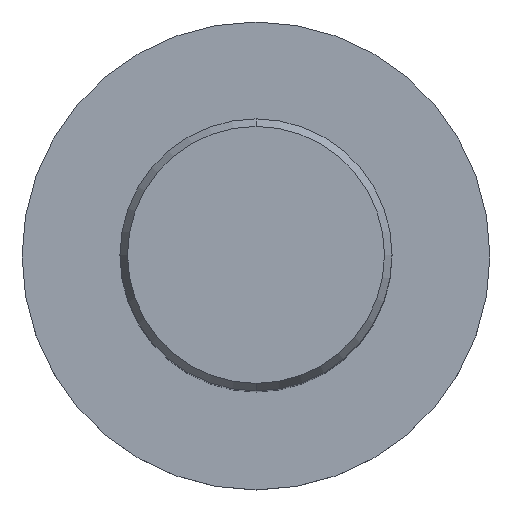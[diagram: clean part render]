
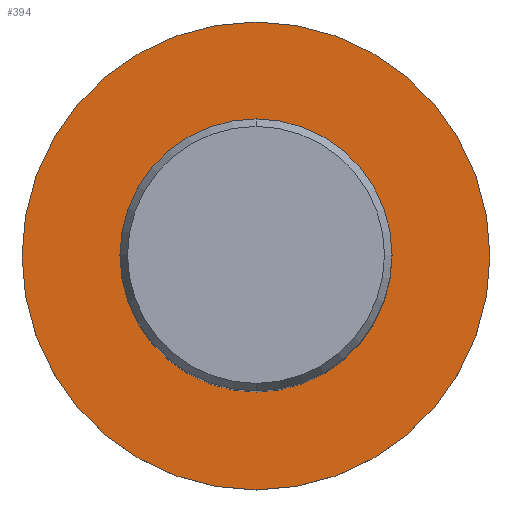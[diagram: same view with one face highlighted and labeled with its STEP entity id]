
A CAD part, top view. The second image highlights one B-rep face of the part: STEP entity #394.
In plain terms, the highlighted planar face has unit normal (0, 0, 1).
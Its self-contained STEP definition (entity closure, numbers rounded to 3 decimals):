
#194=EDGE_CURVE('',#444,#426,#527,.T.);
#262=VERTEX_POINT('',#602);
#292=EDGE_CURVE('',#326,#262,#635,.T.);
#320=EDGE_CURVE('',#262,#326,#665,.T.);
#326=VERTEX_POINT('',#671);
#354=EDGE_CURVE('',#426,#444,#701,.T.);
#394=ADVANCED_FACE('',(#743,#744),#745,.T.);
#426=VERTEX_POINT('',#782);
#444=VERTEX_POINT('',#801);
#527=CIRCLE('',#885,21.5);
#602=CARTESIAN_POINT('',(0.,-12.5,-56.0));
#635=CIRCLE('',#1101,12.5);
#665=CIRCLE('',#1144,12.5);
#671=CARTESIAN_POINT('',(0.0,12.5,-56.0));
#701=CIRCLE('',#1214,21.5);
#743=FACE_BOUND('',#1327,.T.);
#744=FACE_OUTER_BOUND('',#1328,.T.);
#745=PLANE('',#1329);
#782=CARTESIAN_POINT('',(0.0,21.5,-56.0));
#801=CARTESIAN_POINT('',(0.,-21.5,-56.0));
#885=AXIS2_PLACEMENT_3D('',#1575,#1576,#1577);
#1101=AXIS2_PLACEMENT_3D('',#1712,#1713,#1714);
#1144=AXIS2_PLACEMENT_3D('',#1747,#1748,#1749);
#1214=AXIS2_PLACEMENT_3D('',#1771,#1772,#1773);
#1327=EDGE_LOOP('',(#1808,#1809));
#1328=EDGE_LOOP('',(#1810,#1811));
#1329=AXIS2_PLACEMENT_3D('',#1812,#1813,#1814);
#1575=CARTESIAN_POINT('',(0.0,0.0,-56.0));
#1576=DIRECTION('',(0.0,0.0,-1.0));
#1577=DIRECTION('',(0.0,1.0,0.0));
#1712=CARTESIAN_POINT('',(0.0,0.0,-56.0));
#1713=DIRECTION('',(-0.0,0.0,-1.0));
#1714=DIRECTION('',(0.0,1.0,0.0));
#1747=CARTESIAN_POINT('',(0.0,0.0,-56.0));
#1748=DIRECTION('',(-0.0,0.0,-1.0));
#1749=DIRECTION('',(0.0,1.0,0.0));
#1771=CARTESIAN_POINT('',(0.0,0.0,-56.0));
#1772=DIRECTION('',(0.0,0.0,-1.0));
#1773=DIRECTION('',(0.0,1.0,0.0));
#1808=ORIENTED_EDGE('',*,*,#292,.T.);
#1809=ORIENTED_EDGE('',*,*,#320,.T.);
#1810=ORIENTED_EDGE('',*,*,#354,.F.);
#1811=ORIENTED_EDGE('',*,*,#194,.F.);
#1812=CARTESIAN_POINT('',(0.0,10.75,-56.0));
#1813=DIRECTION('',(-0.0,0.0,1.0));
#1814=DIRECTION('',(0.0,-1.0,0.0));
